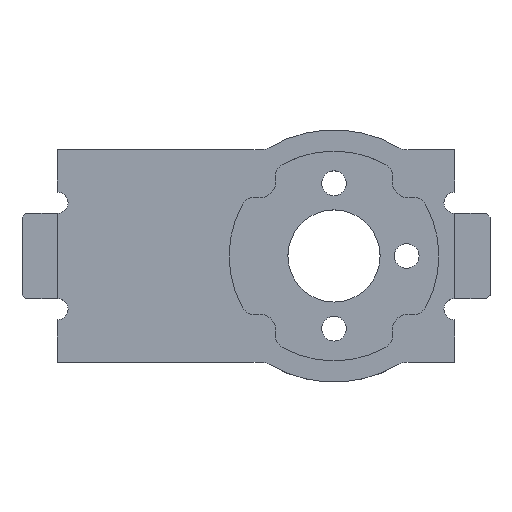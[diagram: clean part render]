
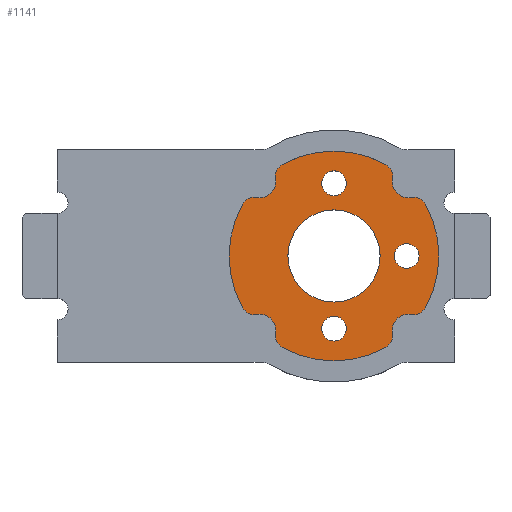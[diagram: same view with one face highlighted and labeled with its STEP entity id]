
A CAD part, top view. The second image highlights one B-rep face of the part: STEP entity #1141.
In plain terms, the highlighted planar face has unit normal (0, 0, 1).
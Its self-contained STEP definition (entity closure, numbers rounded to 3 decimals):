
#50=FACE_BOUND('',#246,.T.);
#51=FACE_BOUND('',#247,.T.);
#52=FACE_BOUND('',#248,.T.);
#53=FACE_BOUND('',#249,.T.);
#102=CIRCLE('',#1248,6.5);
#104=CIRCLE('',#1251,1.75);
#106=CIRCLE('',#1254,1.75);
#108=CIRCLE('',#1257,1.75);
#110=CIRCLE('',#1260,2.);
#111=CIRCLE('',#1262,2.2);
#112=CIRCLE('',#1264,2.);
#113=CIRCLE('',#1266,14.8);
#114=CIRCLE('',#1268,2.);
#115=CIRCLE('',#1270,2.2);
#116=CIRCLE('',#1272,2.);
#117=CIRCLE('',#1274,14.8);
#118=CIRCLE('',#1276,2.);
#119=CIRCLE('',#1278,2.2);
#120=CIRCLE('',#1280,2.);
#121=CIRCLE('',#1282,14.8);
#122=CIRCLE('',#1284,2.);
#123=CIRCLE('',#1286,2.2);
#124=CIRCLE('',#1288,2.);
#125=CIRCLE('',#1290,14.8);
#181=FACE_OUTER_BOUND('',#245,.T.);
#245=EDGE_LOOP('',(#961,#962,#963,#964,#965,#966,#967,#968,#969,#970,#971,
#972,#973,#974,#975,#976));
#246=EDGE_LOOP('',(#977));
#247=EDGE_LOOP('',(#978));
#248=EDGE_LOOP('',(#979));
#249=EDGE_LOOP('',(#980));
#539=VERTEX_POINT('',#1882);
#541=VERTEX_POINT('',#1888);
#543=VERTEX_POINT('',#1894);
#545=VERTEX_POINT('',#1900);
#547=VERTEX_POINT('',#1906);
#548=VERTEX_POINT('',#1907);
#549=VERTEX_POINT('',#1912);
#550=VERTEX_POINT('',#1916);
#551=VERTEX_POINT('',#1920);
#552=VERTEX_POINT('',#1924);
#553=VERTEX_POINT('',#1928);
#554=VERTEX_POINT('',#1932);
#555=VERTEX_POINT('',#1936);
#556=VERTEX_POINT('',#1940);
#557=VERTEX_POINT('',#1944);
#558=VERTEX_POINT('',#1948);
#559=VERTEX_POINT('',#1952);
#560=VERTEX_POINT('',#1956);
#561=VERTEX_POINT('',#1960);
#562=VERTEX_POINT('',#1964);
#673=EDGE_CURVE('',#539,#539,#102,.T.);
#676=EDGE_CURVE('',#541,#541,#104,.T.);
#679=EDGE_CURVE('',#543,#543,#106,.T.);
#682=EDGE_CURVE('',#545,#545,#108,.T.);
#685=EDGE_CURVE('',#547,#548,#110,.T.);
#689=EDGE_CURVE('',#549,#548,#111,.T.);
#690=EDGE_CURVE('',#549,#550,#112,.T.);
#693=EDGE_CURVE('',#551,#550,#113,.T.);
#694=EDGE_CURVE('',#551,#552,#114,.T.);
#697=EDGE_CURVE('',#553,#552,#115,.T.);
#698=EDGE_CURVE('',#553,#554,#116,.T.);
#701=EDGE_CURVE('',#555,#554,#117,.T.);
#702=EDGE_CURVE('',#555,#556,#118,.T.);
#705=EDGE_CURVE('',#557,#556,#119,.T.);
#706=EDGE_CURVE('',#557,#558,#120,.T.);
#709=EDGE_CURVE('',#559,#558,#121,.T.);
#710=EDGE_CURVE('',#559,#560,#122,.T.);
#713=EDGE_CURVE('',#561,#560,#123,.T.);
#714=EDGE_CURVE('',#561,#562,#124,.T.);
#716=EDGE_CURVE('',#547,#562,#125,.T.);
#961=ORIENTED_EDGE('',*,*,#685,.T.);
#962=ORIENTED_EDGE('',*,*,#689,.F.);
#963=ORIENTED_EDGE('',*,*,#690,.T.);
#964=ORIENTED_EDGE('',*,*,#693,.F.);
#965=ORIENTED_EDGE('',*,*,#694,.T.);
#966=ORIENTED_EDGE('',*,*,#697,.F.);
#967=ORIENTED_EDGE('',*,*,#698,.T.);
#968=ORIENTED_EDGE('',*,*,#701,.F.);
#969=ORIENTED_EDGE('',*,*,#702,.T.);
#970=ORIENTED_EDGE('',*,*,#705,.F.);
#971=ORIENTED_EDGE('',*,*,#706,.T.);
#972=ORIENTED_EDGE('',*,*,#709,.F.);
#973=ORIENTED_EDGE('',*,*,#710,.T.);
#974=ORIENTED_EDGE('',*,*,#713,.F.);
#975=ORIENTED_EDGE('',*,*,#714,.T.);
#976=ORIENTED_EDGE('',*,*,#716,.F.);
#977=ORIENTED_EDGE('',*,*,#673,.T.);
#978=ORIENTED_EDGE('',*,*,#676,.T.);
#979=ORIENTED_EDGE('',*,*,#679,.T.);
#980=ORIENTED_EDGE('',*,*,#682,.T.);
#1082=PLANE('',#1291);
#1141=ADVANCED_FACE('',(#181,#50,#51,#52,#53),#1082,.T.);
#1248=AXIS2_PLACEMENT_3D('',#1883,#1517,#1518);
#1251=AXIS2_PLACEMENT_3D('',#1889,#1524,#1525);
#1254=AXIS2_PLACEMENT_3D('',#1895,#1531,#1532);
#1257=AXIS2_PLACEMENT_3D('',#1901,#1538,#1539);
#1260=AXIS2_PLACEMENT_3D('',#1908,#1545,#1546);
#1262=AXIS2_PLACEMENT_3D('',#1914,#1552,#1553);
#1264=AXIS2_PLACEMENT_3D('',#1917,#1556,#1557);
#1266=AXIS2_PLACEMENT_3D('',#1922,#1562,#1563);
#1268=AXIS2_PLACEMENT_3D('',#1925,#1566,#1567);
#1270=AXIS2_PLACEMENT_3D('',#1930,#1572,#1573);
#1272=AXIS2_PLACEMENT_3D('',#1933,#1576,#1577);
#1274=AXIS2_PLACEMENT_3D('',#1938,#1582,#1583);
#1276=AXIS2_PLACEMENT_3D('',#1941,#1586,#1587);
#1278=AXIS2_PLACEMENT_3D('',#1946,#1592,#1593);
#1280=AXIS2_PLACEMENT_3D('',#1949,#1596,#1597);
#1282=AXIS2_PLACEMENT_3D('',#1954,#1602,#1603);
#1284=AXIS2_PLACEMENT_3D('',#1957,#1606,#1607);
#1286=AXIS2_PLACEMENT_3D('',#1962,#1612,#1613);
#1288=AXIS2_PLACEMENT_3D('',#1965,#1616,#1617);
#1290=AXIS2_PLACEMENT_3D('',#1968,#1621,#1622);
#1291=AXIS2_PLACEMENT_3D('',#1969,#1623,#1624);
#1517=DIRECTION('center_axis',(0.,0.,-1.));
#1518=DIRECTION('ref_axis',(1.,0.,0.));
#1524=DIRECTION('center_axis',(0.,0.,-1.));
#1525=DIRECTION('ref_axis',(1.,0.,0.));
#1531=DIRECTION('center_axis',(0.,0.,-1.));
#1532=DIRECTION('ref_axis',(1.,0.,0.));
#1538=DIRECTION('center_axis',(0.,0.,-1.));
#1539=DIRECTION('ref_axis',(1.,0.,0.));
#1545=DIRECTION('center_axis',(0.,0.,1.));
#1546=DIRECTION('ref_axis',(0.428,0.904,0.));
#1552=DIRECTION('center_axis',(0.,0.,1.));
#1553=DIRECTION('ref_axis',(0.743,-0.67,0.));
#1556=DIRECTION('center_axis',(0.,0.,1.));
#1557=DIRECTION('ref_axis',(0.904,0.428,0.));
#1562=DIRECTION('center_axis',(0.,0.,-1.));
#1563=DIRECTION('ref_axis',(1.,0.,0.));
#1566=DIRECTION('center_axis',(0.,0.,1.));
#1567=DIRECTION('ref_axis',(-0.904,0.428,0.));
#1572=DIRECTION('center_axis',(0.,0.,1.));
#1573=DIRECTION('ref_axis',(0.67,0.743,0.));
#1576=DIRECTION('center_axis',(0.,0.,1.));
#1577=DIRECTION('ref_axis',(-0.428,0.904,0.));
#1582=DIRECTION('center_axis',(0.,0.,-1.));
#1583=DIRECTION('ref_axis',(1.,0.,0.));
#1586=DIRECTION('center_axis',(0.,0.,1.));
#1587=DIRECTION('ref_axis',(-0.428,-0.904,0.));
#1592=DIRECTION('center_axis',(0.,0.,1.));
#1593=DIRECTION('ref_axis',(-0.743,0.67,0.));
#1596=DIRECTION('center_axis',(0.,0.,1.));
#1597=DIRECTION('ref_axis',(-0.904,-0.428,0.));
#1602=DIRECTION('center_axis',(0.,0.,-1.));
#1603=DIRECTION('ref_axis',(1.,0.,0.));
#1606=DIRECTION('center_axis',(0.,0.,1.));
#1607=DIRECTION('ref_axis',(0.904,-0.428,0.));
#1612=DIRECTION('center_axis',(0.,0.,1.));
#1613=DIRECTION('ref_axis',(-0.67,-0.743,0.));
#1616=DIRECTION('center_axis',(0.,0.,1.));
#1617=DIRECTION('ref_axis',(0.428,-0.904,0.));
#1621=DIRECTION('center_axis',(0.,0.,-1.));
#1622=DIRECTION('ref_axis',(1.,0.,0.));
#1623=DIRECTION('center_axis',(0.,0.,1.));
#1624=DIRECTION('ref_axis',(1.,0.,0.));
#1882=CARTESIAN_POINT('',(-6.5,0.,-1.5));
#1883=CARTESIAN_POINT('Origin',(0.,0.,-1.5));
#1888=CARTESIAN_POINT('',(-1.75,10.25,-1.5));
#1889=CARTESIAN_POINT('Origin',(0.,10.25,-1.5));
#1894=CARTESIAN_POINT('',(8.5,0.,-1.5));
#1895=CARTESIAN_POINT('Origin',(10.25,0.,-1.5));
#1900=CARTESIAN_POINT('',(-1.75,-10.25,-1.5));
#1901=CARTESIAN_POINT('Origin',(0.,-10.25,-1.5));
#1906=CARTESIAN_POINT('',(12.889,7.275,-1.5));
#1907=CARTESIAN_POINT('',(10.806,8.262,-1.5));
#1908=CARTESIAN_POINT('Origin',(11.147,6.292,-1.5));
#1912=CARTESIAN_POINT('',(8.262,10.806,-1.5));
#1914=CARTESIAN_POINT('Origin',(10.43,10.43,-1.5));
#1916=CARTESIAN_POINT('',(7.275,12.889,-1.5));
#1917=CARTESIAN_POINT('Origin',(6.292,11.147,-1.5));
#1920=CARTESIAN_POINT('',(-7.275,12.889,-1.5));
#1922=CARTESIAN_POINT('Origin',(0.,0.,-1.5));
#1924=CARTESIAN_POINT('',(-8.262,10.806,-1.5));
#1925=CARTESIAN_POINT('Origin',(-6.292,11.147,-1.5));
#1928=CARTESIAN_POINT('',(-10.806,8.262,-1.5));
#1930=CARTESIAN_POINT('Origin',(-10.43,10.43,-1.5));
#1932=CARTESIAN_POINT('',(-12.889,7.275,-1.5));
#1933=CARTESIAN_POINT('Origin',(-11.147,6.292,-1.5));
#1936=CARTESIAN_POINT('',(-12.889,-7.275,-1.5));
#1938=CARTESIAN_POINT('Origin',(0.,0.,-1.5));
#1940=CARTESIAN_POINT('',(-10.806,-8.262,-1.5));
#1941=CARTESIAN_POINT('Origin',(-11.147,-6.292,-1.5));
#1944=CARTESIAN_POINT('',(-8.262,-10.806,-1.5));
#1946=CARTESIAN_POINT('Origin',(-10.43,-10.43,-1.5));
#1948=CARTESIAN_POINT('',(-7.275,-12.889,-1.5));
#1949=CARTESIAN_POINT('Origin',(-6.292,-11.147,-1.5));
#1952=CARTESIAN_POINT('',(7.275,-12.889,-1.5));
#1954=CARTESIAN_POINT('Origin',(0.,0.,-1.5));
#1956=CARTESIAN_POINT('',(8.262,-10.806,-1.5));
#1957=CARTESIAN_POINT('Origin',(6.292,-11.147,-1.5));
#1960=CARTESIAN_POINT('',(10.806,-8.262,-1.5));
#1962=CARTESIAN_POINT('Origin',(10.43,-10.43,-1.5));
#1964=CARTESIAN_POINT('',(12.889,-7.275,-1.5));
#1965=CARTESIAN_POINT('Origin',(11.147,-6.292,-1.5));
#1968=CARTESIAN_POINT('Origin',(0.,0.,-1.5));
#1969=CARTESIAN_POINT('Origin',(0.,0.,-1.5));
